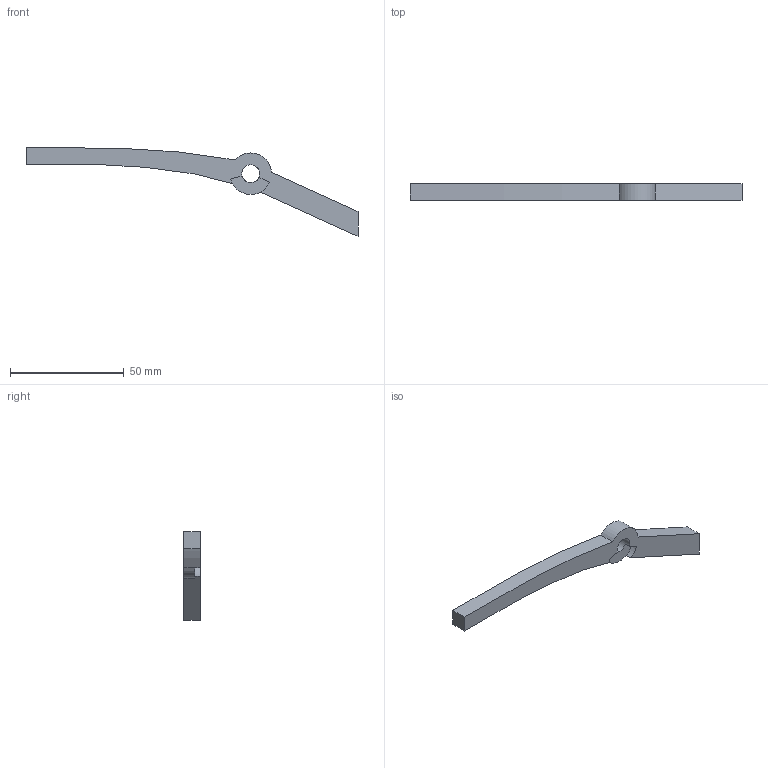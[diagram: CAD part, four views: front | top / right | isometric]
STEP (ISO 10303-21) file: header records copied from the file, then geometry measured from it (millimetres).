
FILE_DESCRIPTION(/* description */ ('STEP AP214'),/* implementation_level */ '2;1');
FILE_NAME(/* name */ '5feaa41748b22310c1b4e4f4',/* time_stamp */ '2020-12-29T03:35:51+00:00',/* author */ (''),/* organization */ (''),/* preprocessor_version */ 'ST-DEVELOPER v18.1',/* originating_system */ ' ',/* authorisation */ ' ');
FILE_SCHEMA (('AUTOMOTIVE_DESIGN {1 0 10303 214 3 1 1}'));
Length unit declared in the file: metre
Products named in the file (1): beam back l
Bounding box: 146.17 x 7.3 x 39.05 mm (x, y, z)
Volume: 9901.6 mm3; surface area: 5326.6 mm2
Topology: 1 solids, 1 shells, 17 faces, 46 edges, 30 vertices
Faces by surface type: plane 10, cylinder 5, bspline 2
Full cylindrical faces by diameter (mm): 7.9 x1
Entity records: 605 total; most frequent: CARTESIAN_POINT 155, ORIENTED_EDGE 88, DIRECTION 83, EDGE_CURVE 44, VERTEX_POINT 29, LINE 29, VECTOR 29, AXIS2_PLACEMENT_3D 27
